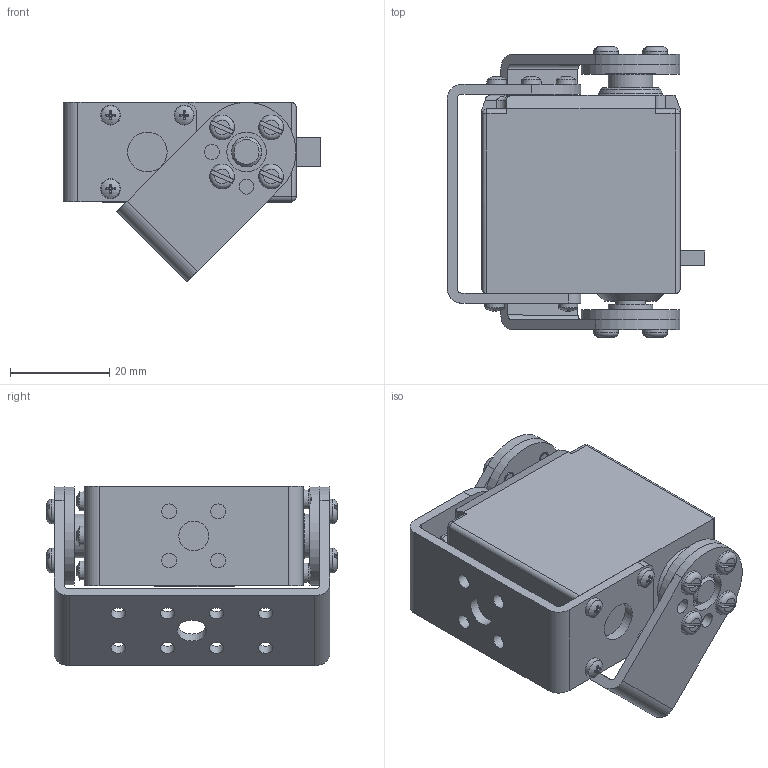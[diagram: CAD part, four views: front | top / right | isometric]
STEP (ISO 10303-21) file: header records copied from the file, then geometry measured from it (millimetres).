
FILE_DESCRIPTION(/* description */ (''),/* implementation_level */ '2;1');
FILE_NAME(/* name */ 'rds3120-3d.stp',/* time_stamp */ '2022-02-25T15:57:05+01:00',/* author */ ('i911900'),/* organization */ (''),/* preprocessor_version */ 'ST-DEVELOPER v18.1',/* originating_system */ 'Autodesk Inventor 2022',/* authorisation */ '');
FILE_SCHEMA (('AUTOMOTIVE_DESIGN { 1 0 10303 214 3 1 1 }'));
Length unit declared in the file: millimetre
Products named in the file (9): rds3115-3d; GE_57; DUOPAN-SG; DUOPAN-DG; ZJ-CHANG; ZJ-DUAN; corpo_3ds3120; AS 1427 - M2,5 x 4; ANSI B18.6.5M - 2,2 x 0,8 x 4  - B - I
Assembly tree (22 placements, depth 2):
  rds3115-3d
    GE_57
    DUOPAN-SG
    DUOPAN-DG
    ZJ-CHANG
    ZJ-DUAN
    corpo_3ds3120
    AS 1427 - M2,5 x 4  x8
    ANSI B18.6.5M - 2,2 x 0,8 x 4  - B - I  x8
Bounding box: 52.02 x 58.6 x 36.16 mm (x, y, z)
Volume: 41200.3 mm3; surface area: 19532.9 mm2
Topology: 22 solids, 22 shells, 550 faces, 1368 edges, 895 vertices
Faces by surface type: plane 209, cylinder 151, cone 118, torus 42, bspline 16, sphere 14
Full cylindrical faces by diameter (mm): 1.948 x8, 2.2 x24, 2.5 x39, 3 x24, 3.2 x1, 5 x1, 6 x3, 6.05 x2, 6.2 x2, 8 x4, 9 x2, 20 x2
Entity records: 15142 total; most frequent: CARTESIAN_POINT 8101, DIRECTION 1392, ORIENTED_EDGE 1330, EDGE_CURVE 665, AXIS2_PLACEMENT_3D 550, VERTEX_POINT 431, EDGE_LOOP 388, LINE 292
